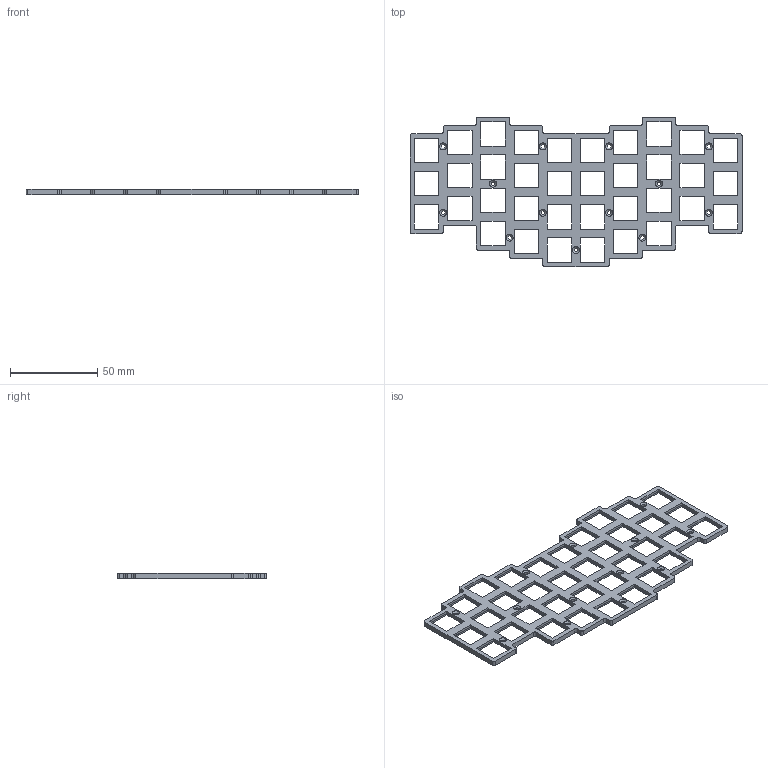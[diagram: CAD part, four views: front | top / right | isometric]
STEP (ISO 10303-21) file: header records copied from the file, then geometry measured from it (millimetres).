
FILE_DESCRIPTION(('HOOPS Exchange Step'),'2;1');
FILE_NAME('temp_export','2023-06-10T11:55:59-04:00',('jscotto'),('Shapr3D Limited'),'HOOPS Exchange 2022.2','Shapr3D','Authorized');
FILE_SCHEMA( ('AUTOMOTIVE_DESIGN { 1 0 10303 214 1 1 1 1 }') );
Length unit declared in the file: millimetre
Products named in the file (1): Plate
Bounding box: 190.54 x 85.76 x 3 mm (x, y, z)
Volume: 16295.9 mm3; surface area: 20159.2 mm2
Topology: 1 solids, 1 shells, 424 faces, 1171 edges, 785 vertices
Faces by surface type: plane 362, cylinder 49, cone 13
Full cylindrical faces by diameter (mm): 2.2 x13
Entity records: 13596 total; most frequent: CARTESIAN_POINT 2381, ORIENTED_EDGE 2342, DIRECTION 2158, EDGE_CURVE 1171, VECTOR 1034, LINE 1034, VERTEX_POINT 785, AXIS2_PLACEMENT_3D 562
